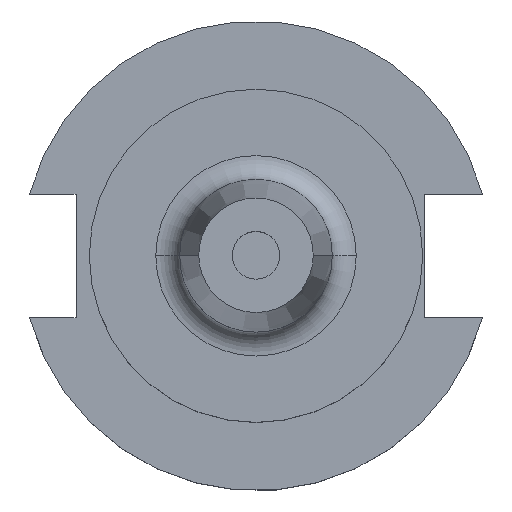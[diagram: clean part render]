
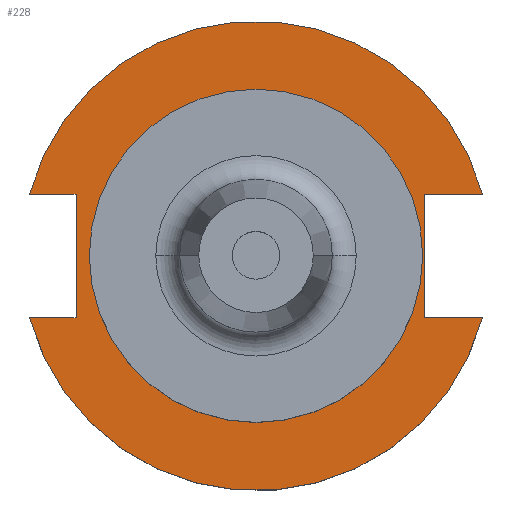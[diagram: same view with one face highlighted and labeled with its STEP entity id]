
A CAD part, top view. The second image highlights one B-rep face of the part: STEP entity #228.
In plain terms, the highlighted planar face has unit normal (0, 0, 1).
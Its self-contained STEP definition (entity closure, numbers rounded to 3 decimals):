
#17 = LINE ( 'NONE', #836, #364 ) ;
#20 = DIRECTION ( 'NONE',  ( 1., 0., 0. ) ) ;
#67 = EDGE_CURVE ( 'NONE', #806, #403, #607, .T. ) ;
#91 = CARTESIAN_POINT ( 'NONE',  ( -47.477, 12.954, 19.05 ) ) ;
#95 = CARTESIAN_POINT ( 'NONE',  ( 35.306, 12.954, 19.05 ) ) ;
#100 = EDGE_CURVE ( 'NONE', #806, #1298, #943, .T. ) ;
#141 = ORIENTED_EDGE ( 'NONE', *, *, #100, .T. ) ;
#194 = AXIS2_PLACEMENT_3D ( 'NONE', #1155, #989, #20 ) ;
#202 = CIRCLE ( 'NONE', #283, 34.925 ) ;
#208 = VECTOR ( 'NONE', #1288, 1000. ) ;
#228 = ADVANCED_FACE ( 'NONE', ( #851, #1438 ), #557, .T. ) ;
#254 = EDGE_CURVE ( 'NONE', #837, #1727, #17, .T. ) ;
#257 = VECTOR ( 'NONE', #1436, 1000. ) ;
#283 = AXIS2_PLACEMENT_3D ( 'NONE', #1427, #1581, #1592 ) ;
#303 = CARTESIAN_POINT ( 'NONE',  ( 35.306, 12.954, 19.05 ) ) ;
#310 = DIRECTION ( 'NONE',  ( 1., 0., 0. ) ) ;
#315 = VERTEX_POINT ( 'NONE', #327 ) ;
#327 = CARTESIAN_POINT ( 'NONE',  ( -34.925, 0., 19.05 ) ) ;
#360 = EDGE_CURVE ( 'NONE', #1237, #791, #496, .T. ) ;
#364 = VECTOR ( 'NONE', #1648, 1000. ) ;
#366 = CARTESIAN_POINT ( 'NONE',  ( 47.477, 12.954, 19.05 ) ) ;
#403 = VERTEX_POINT ( 'NONE', #303 ) ;
#404 = CARTESIAN_POINT ( 'NONE',  ( 0., 0., 19.05 ) ) ;
#416 = CARTESIAN_POINT ( 'NONE',  ( 35.306, -12.954, 19.05 ) ) ;
#429 = CARTESIAN_POINT ( 'NONE',  ( 0., 49.212, 19.05 ) ) ;
#452 = AXIS2_PLACEMENT_3D ( 'NONE', #404, #783, #939 ) ;
#489 = CARTESIAN_POINT ( 'NONE',  ( -37.719, 12.954, 19.05 ) ) ;
#496 = LINE ( 'NONE', #1339, #825 ) ;
#557 = PLANE ( 'NONE',  #1400 ) ;
#560 = ORIENTED_EDGE ( 'NONE', *, *, #778, .F. ) ;
#572 = LINE ( 'NONE', #489, #208 ) ;
#600 = ORIENTED_EDGE ( 'NONE', *, *, #859, .F. ) ;
#607 = LINE ( 'NONE', #1462, #257 ) ;
#641 = VECTOR ( 'NONE', #1039, 1000. ) ;
#650 = CARTESIAN_POINT ( 'NONE',  ( -63.719, 12.954, 19.05 ) ) ;
#651 = ORIENTED_EDGE ( 'NONE', *, *, #254, .F. ) ;
#657 = CARTESIAN_POINT ( 'NONE',  ( -47.477, -12.954, 19.05 ) ) ;
#778 = EDGE_CURVE ( 'NONE', #1012, #1298, #1329, .T. ) ;
#783 = DIRECTION ( 'NONE',  ( 0., 0., 1. ) ) ;
#791 = VERTEX_POINT ( 'NONE', #1568 ) ;
#806 = VERTEX_POINT ( 'NONE', #366 ) ;
#825 = VECTOR ( 'NONE', #310, 1000. ) ;
#834 = EDGE_CURVE ( 'NONE', #1546, #315, #1248, .T. ) ;
#836 = CARTESIAN_POINT ( 'NONE',  ( -63.719, -12.954, 19.05 ) ) ;
#837 = VERTEX_POINT ( 'NONE', #657 ) ;
#851 = FACE_BOUND ( 'NONE', #1609, .T. ) ;
#859 = EDGE_CURVE ( 'NONE', #315, #1546, #202, .T. ) ;
#869 = DIRECTION ( 'NONE',  ( 0., 0., 1. ) ) ;
#902 = CARTESIAN_POINT ( 'NONE',  ( 0., 0., 19.05 ) ) ;
#909 = CARTESIAN_POINT ( 'NONE',  ( -37.719, -12.954, 19.05 ) ) ;
#936 = EDGE_CURVE ( 'NONE', #403, #1237, #1477, .T. ) ;
#939 = DIRECTION ( 'NONE',  ( 1., 0., 0. ) ) ;
#943 = CIRCLE ( 'NONE', #452, 49.212 ) ;
#988 = CARTESIAN_POINT ( 'NONE',  ( -37.719, 12.954, 19.05 ) ) ;
#989 = DIRECTION ( 'NONE',  ( 0., 0., 1. ) ) ;
#1012 = VERTEX_POINT ( 'NONE', #988 ) ;
#1021 = ORIENTED_EDGE ( 'NONE', *, *, #67, .F. ) ;
#1027 = DIRECTION ( 'NONE',  ( 0., -1., 0. ) ) ;
#1039 = DIRECTION ( 'NONE',  ( -1., 0., 0. ) ) ;
#1120 = VECTOR ( 'NONE', #1027, 1000. ) ;
#1155 = CARTESIAN_POINT ( 'NONE',  ( 0., 0., 19.05 ) ) ;
#1187 = CARTESIAN_POINT ( 'NONE',  ( 34.925, 0., 19.05 ) ) ;
#1237 = VERTEX_POINT ( 'NONE', #416 ) ;
#1239 = EDGE_CURVE ( 'NONE', #1727, #1012, #572, .T. ) ;
#1248 = CIRCLE ( 'NONE', #1730, 34.925 ) ;
#1288 = DIRECTION ( 'NONE',  ( 0., 1., 0. ) ) ;
#1298 = VERTEX_POINT ( 'NONE', #91 ) ;
#1303 = DIRECTION ( 'NONE',  ( 1., 0., 0. ) ) ;
#1329 = LINE ( 'NONE', #650, #641 ) ;
#1339 = CARTESIAN_POINT ( 'NONE',  ( 35.306, -12.954, 19.05 ) ) ;
#1344 = EDGE_CURVE ( 'NONE', #837, #791, #1485, .T. ) ;
#1393 = ORIENTED_EDGE ( 'NONE', *, *, #936, .F. ) ;
#1400 = AXIS2_PLACEMENT_3D ( 'NONE', #429, #1576, #1742 ) ;
#1427 = CARTESIAN_POINT ( 'NONE',  ( 0., 0., 19.05 ) ) ;
#1436 = DIRECTION ( 'NONE',  ( -1., 0., 0. ) ) ;
#1438 = FACE_OUTER_BOUND ( 'NONE', #1746, .T. ) ;
#1462 = CARTESIAN_POINT ( 'NONE',  ( 35.306, 12.954, 19.05 ) ) ;
#1469 = ORIENTED_EDGE ( 'NONE', *, *, #360, .F. ) ;
#1477 = LINE ( 'NONE', #95, #1120 ) ;
#1485 = CIRCLE ( 'NONE', #194, 49.212 ) ;
#1546 = VERTEX_POINT ( 'NONE', #1187 ) ;
#1568 = CARTESIAN_POINT ( 'NONE',  ( 47.477, -12.954, 19.05 ) ) ;
#1576 = DIRECTION ( 'NONE',  ( 0., 0., 1. ) ) ;
#1581 = DIRECTION ( 'NONE',  ( 0., 0., 1. ) ) ;
#1592 = DIRECTION ( 'NONE',  ( 1., 0., 0. ) ) ;
#1609 = EDGE_LOOP ( 'NONE', ( #1655, #600 ) ) ;
#1611 = ORIENTED_EDGE ( 'NONE', *, *, #1344, .T. ) ;
#1634 = ORIENTED_EDGE ( 'NONE', *, *, #1239, .F. ) ;
#1648 = DIRECTION ( 'NONE',  ( 1., 0., 0. ) ) ;
#1655 = ORIENTED_EDGE ( 'NONE', *, *, #834, .F. ) ;
#1727 = VERTEX_POINT ( 'NONE', #909 ) ;
#1730 = AXIS2_PLACEMENT_3D ( 'NONE', #902, #869, #1303 ) ;
#1742 = DIRECTION ( 'NONE',  ( 1., 0., 0. ) ) ;
#1746 = EDGE_LOOP ( 'NONE', ( #1611, #1469, #1393, #1021, #141, #560, #1634, #651 ) ) ;
